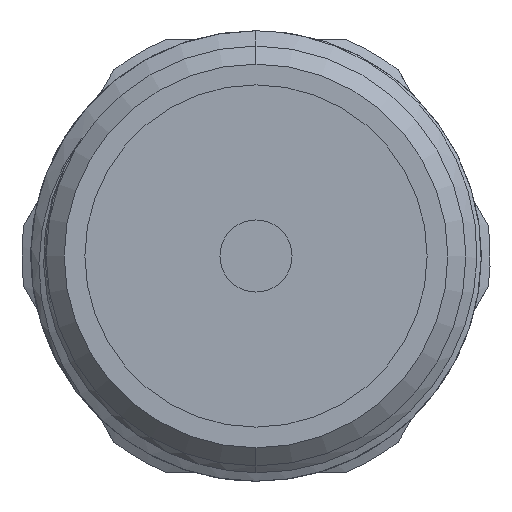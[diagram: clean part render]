
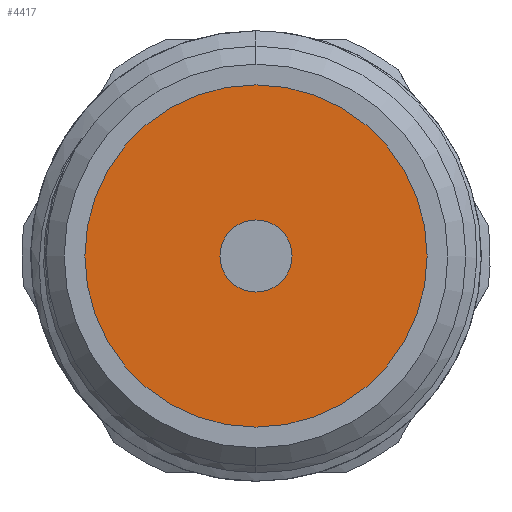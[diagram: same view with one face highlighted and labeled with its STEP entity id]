
A CAD part, front view. The second image highlights one B-rep face of the part: STEP entity #4417.
In plain terms, the highlighted planar face has unit normal (0, -1, 0).
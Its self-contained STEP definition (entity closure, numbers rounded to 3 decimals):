
#50 = EDGE_CURVE ( 'NONE', #795, #2148, #2527, .T. ) ;
#129 = CARTESIAN_POINT ( 'NONE',  ( 0., 15.4, 0. ) ) ;
#149 = CARTESIAN_POINT ( 'NONE',  ( 0., 15.4, 0. ) ) ;
#275 = CARTESIAN_POINT ( 'NONE',  ( 0., 15.4, -2. ) ) ;
#284 = DIRECTION ( 'NONE',  ( 0., 0., -1. ) ) ;
#363 = CARTESIAN_POINT ( 'NONE',  ( 0., 15.4, 0. ) ) ;
#382 = AXIS2_PLACEMENT_3D ( 'NONE', #149, #1011, #3808 ) ;
#687 = EDGE_CURVE ( 'NONE', #2479, #1974, #1214, .T. ) ;
#783 = AXIS2_PLACEMENT_3D ( 'NONE', #5215, #2639, #284 ) ;
#795 = VERTEX_POINT ( 'NONE', #3442 ) ;
#800 = DIRECTION ( 'NONE',  ( 0., 0., -1. ) ) ;
#1011 = DIRECTION ( 'NONE',  ( 0., -1., 0. ) ) ;
#1100 = CARTESIAN_POINT ( 'NONE',  ( 0., 15.4, 9.5 ) ) ;
#1214 = CIRCLE ( 'NONE', #1428, 9.5 ) ;
#1225 = ORIENTED_EDGE ( 'NONE', *, *, #50, .T. ) ;
#1300 = ORIENTED_EDGE ( 'NONE', *, *, #3445, .T. ) ;
#1395 = CIRCLE ( 'NONE', #3140, 2. ) ;
#1414 = DIRECTION ( 'NONE',  ( 0., -1., 0. ) ) ;
#1428 = AXIS2_PLACEMENT_3D ( 'NONE', #129, #1414, #2802 ) ;
#1823 = EDGE_LOOP ( 'NONE', ( #1981, #5075 ) ) ;
#1886 = CARTESIAN_POINT ( 'NONE',  ( 0., 15.4, -9.5 ) ) ;
#1974 = VERTEX_POINT ( 'NONE', #1100 ) ;
#1981 = ORIENTED_EDGE ( 'NONE', *, *, #687, .T. ) ;
#2023 = CIRCLE ( 'NONE', #783, 9.5 ) ;
#2148 = VERTEX_POINT ( 'NONE', #275 ) ;
#2381 = EDGE_CURVE ( 'NONE', #1974, #2479, #2023, .T. ) ;
#2479 = VERTEX_POINT ( 'NONE', #1886 ) ;
#2527 = CIRCLE ( 'NONE', #2622, 2. ) ;
#2541 = CARTESIAN_POINT ( 'NONE',  ( 0., 15.4, 0. ) ) ;
#2556 = DIRECTION ( 'NONE',  ( 0., 1., 0. ) ) ;
#2570 = DIRECTION ( 'NONE',  ( 0., 0., -1. ) ) ;
#2606 = EDGE_LOOP ( 'NONE', ( #1300, #1225 ) ) ;
#2622 = AXIS2_PLACEMENT_3D ( 'NONE', #2541, #2556, #2570 ) ;
#2629 = FACE_BOUND ( 'NONE', #2606, .T. ) ;
#2639 = DIRECTION ( 'NONE',  ( 0., -1., 0. ) ) ;
#2802 = DIRECTION ( 'NONE',  ( 0., 0., -1. ) ) ;
#3140 = AXIS2_PLACEMENT_3D ( 'NONE', #363, #3165, #800 ) ;
#3165 = DIRECTION ( 'NONE',  ( 0., 1., 0. ) ) ;
#3442 = CARTESIAN_POINT ( 'NONE',  ( 0., 15.4, 2. ) ) ;
#3445 = EDGE_CURVE ( 'NONE', #2148, #795, #1395, .T. ) ;
#3808 = DIRECTION ( 'NONE',  ( 0., 0., -1. ) ) ;
#3907 = FACE_OUTER_BOUND ( 'NONE', #1823, .T. ) ;
#4417 = ADVANCED_FACE ( 'NONE', ( #2629, #3907 ), #5080, .T. ) ;
#5075 = ORIENTED_EDGE ( 'NONE', *, *, #2381, .T. ) ;
#5080 = PLANE ( 'NONE',  #382 ) ;
#5215 = CARTESIAN_POINT ( 'NONE',  ( 0., 15.4, 0. ) ) ;
